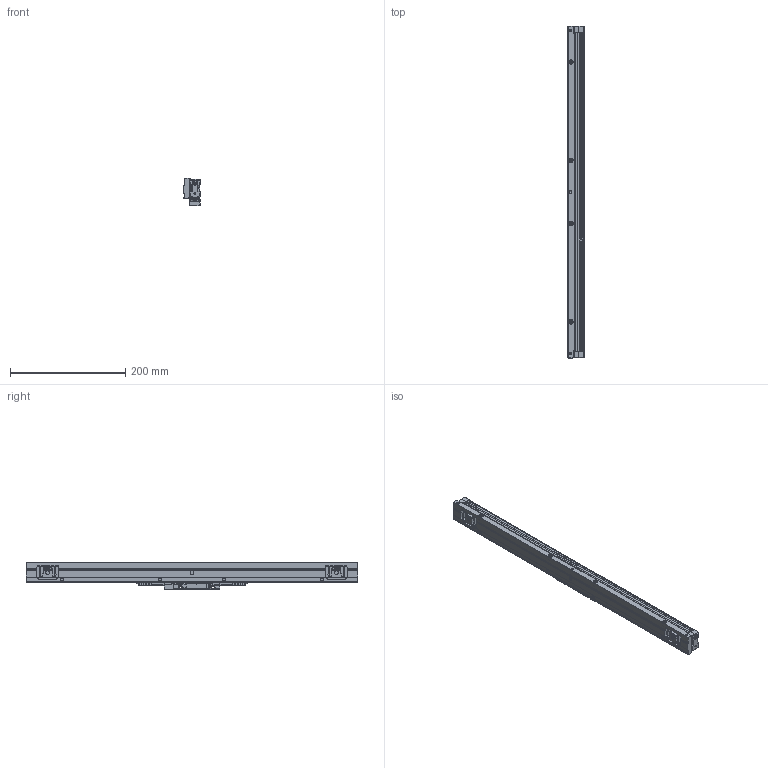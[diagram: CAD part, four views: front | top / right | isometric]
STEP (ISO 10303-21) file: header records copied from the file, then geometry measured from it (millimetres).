
FILE_DESCRIPTION(/* description */ (''),/* implementation_level */ '2;1');
FILE_NAME(/* name */ 'FN101A047_C____ALL PARTS.stp',/* time_stamp */ '2021-03-18T13:46:23+00:00',/* author */ (''),/* organization */ (''),/* preprocessor_version */ 'ST-DEVELOPER v16.7',/* originating_system */ 'SIEMENS PLM Software NX 1942',/* authorisation */ '');
FILE_SCHEMA (('AUTOMOTIVE_DESIGN { 1 0 10303 214 3 1 1 1 }'));
Products named in the file (1): mb1307902C9762s0
Bounding box: 28.25 x 575 x 48.1 mm (x, y, z)
Volume: 313535.5 mm3; surface area: 231131.4 mm2
Topology: 124 solids, 124 shells, 6558 faces, 16399 edges, 10071 vertices
Faces by surface type: plane 3022, cylinder 1895, bspline 818, cone 268, sphere 195, extrusion 188, torus 170, revolution 2
Full cylindrical faces by diameter (mm): 0.8 x6, 1.5 x4, 1.6 x12, 1.7 x1, 2 x2, 2.05 x6, 2.36 x2, 2.438 x2, 2.5 x4, 2.515 x1, 2.6 x3, 2.65 x2, 2.874 x1, 2.9 x4, 3 x7, 3.1 x4, 3.4 x10, 3.556 x2, 3.8 x4, 3.86 x4, 4 x4, 4.3 x11, 4.5 x6, 4.6 x8, 6.6 x3, 7 x4, 7.1 x2, 7.6 x4, 8.68 x2, 9.75 x2
Entity records: 234180 total; most frequent: CARTESIAN_POINT 72704, ORIENTED_EDGE 31656, DIRECTION 28752, EDGE_CURVE 15828, VERTEX_POINT 9939, AXIS2_PLACEMENT_3D 9729, VECTOR 9292, LINE 9104
